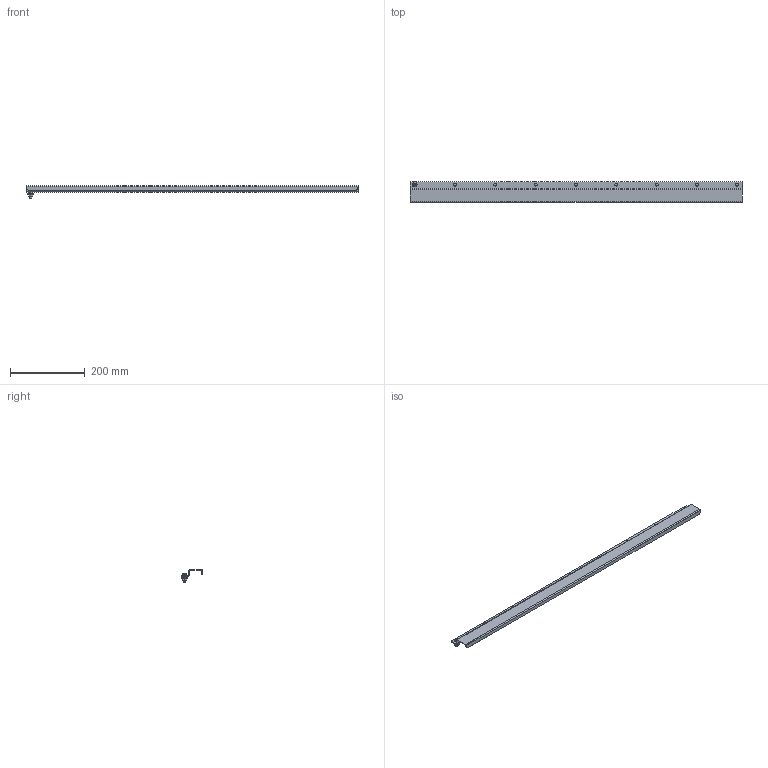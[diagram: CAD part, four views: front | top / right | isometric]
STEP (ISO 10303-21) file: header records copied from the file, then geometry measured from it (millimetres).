
FILE_DESCRIPTION (( 'STEP AP203' ), '1' );
FILE_NAME ('DK36GY_Default.step', '2019-10-31T16:44:42', ( '' ), ( '' ), 'SwSTEP 2.0', 'SolidWorks 2018', '' );
FILE_SCHEMA (( 'CONFIG_CONTROL_DESIGN' ));
Length unit declared in the file: inch
Products named in the file (1): DK36GY_Default
Bounding box: 889 x 55.58 x 33.58 mm (x, y, z)
Volume: 155860.3 mm3; surface area: 181247.2 mm2
Topology: 5 solids, 5 shells, 77 faces, 192 edges, 126 vertices
Faces by surface type: cylinder 36, plane 35, torus 4, bspline 2
Entity records: 2573 total; most frequent: CARTESIAN_POINT 576, DIRECTION 412, ORIENTED_EDGE 384, EDGE_CURVE 192, AXIS2_PLACEMENT_3D 162, VERTEX_POINT 126, EDGE_LOOP 100, LINE 88
